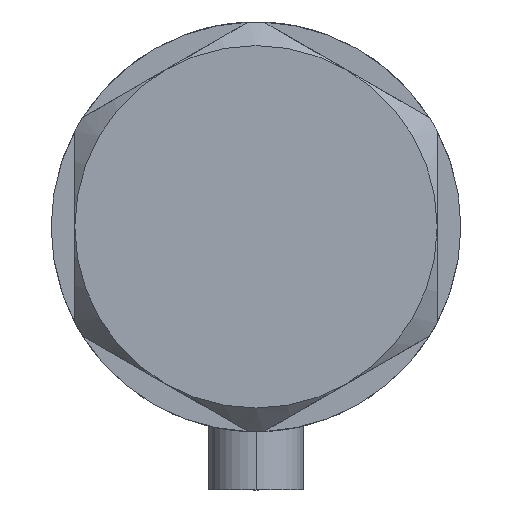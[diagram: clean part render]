
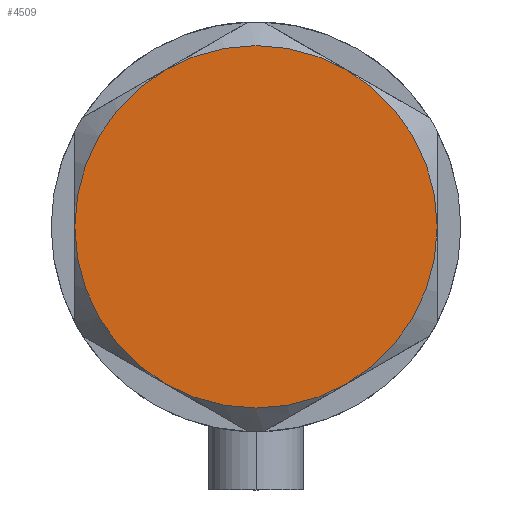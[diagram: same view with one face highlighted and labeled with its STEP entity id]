
A CAD part, left-side view. The second image highlights one B-rep face of the part: STEP entity #4509.
In plain terms, the highlighted face is planar.
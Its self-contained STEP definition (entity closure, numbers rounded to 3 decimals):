
#7 = CARTESIAN_POINT ( 'NONE',  ( 11.5, -19.919, 9. ) ) ;
#75 = ORIENTED_EDGE ( 'NONE', *, *, #3734, .T. ) ;
#197 = DIRECTION ( 'NONE',  ( 0., 0., 1. ) ) ;
#251 = CARTESIAN_POINT ( 'NONE',  ( 23., 0., 9. ) ) ;
#388 = CARTESIAN_POINT ( 'NONE',  ( 0., 0., 9. ) ) ;
#445 = EDGE_CURVE ( 'NONE', #4937, #1193, #1280, .T. ) ;
#561 = ORIENTED_EDGE ( 'NONE', *, *, #445, .T. ) ;
#674 = CARTESIAN_POINT ( 'NONE',  ( 0., 0., 9. ) ) ;
#897 = VERTEX_POINT ( 'NONE', #4053 ) ;
#1170 = DIRECTION ( 'NONE',  ( 0., 0., 1. ) ) ;
#1193 = VERTEX_POINT ( 'NONE', #1433 ) ;
#1194 = CARTESIAN_POINT ( 'NONE',  ( 0., 0., 9. ) ) ;
#1220 = AXIS2_PLACEMENT_3D ( 'NONE', #4514, #1750, #3777 ) ;
#1280 = CIRCLE ( 'NONE', #1532, 23. ) ;
#1299 = CIRCLE ( 'NONE', #2974, 23. ) ;
#1300 = AXIS2_PLACEMENT_3D ( 'NONE', #4556, #3820, #4186 ) ;
#1380 = AXIS2_PLACEMENT_3D ( 'NONE', #1194, #1170, #3971 ) ;
#1433 = CARTESIAN_POINT ( 'NONE',  ( -11.5, 19.919, 9. ) ) ;
#1467 = CIRCLE ( 'NONE', #3304, 23. ) ;
#1475 = CIRCLE ( 'NONE', #1972, 23. ) ;
#1532 = AXIS2_PLACEMENT_3D ( 'NONE', #4732, #197, #3357 ) ;
#1598 = VERTEX_POINT ( 'NONE', #251 ) ;
#1727 = DIRECTION ( 'NONE',  ( 1., 0., 0. ) ) ;
#1732 = VERTEX_POINT ( 'NONE', #7 ) ;
#1750 = DIRECTION ( 'NONE',  ( 0., 0., 1. ) ) ;
#1969 = CIRCLE ( 'NONE', #1220, 23. ) ;
#1972 = AXIS2_PLACEMENT_3D ( 'NONE', #388, #2003, #2854 ) ;
#2003 = DIRECTION ( 'NONE',  ( 0., 0., 1. ) ) ;
#2111 = CARTESIAN_POINT ( 'NONE',  ( 11.5, 19.919, 9. ) ) ;
#2244 = EDGE_LOOP ( 'NONE', ( #3790, #3722, #561, #2863, #75, #3771 ) ) ;
#2546 = EDGE_CURVE ( 'NONE', #897, #1732, #1467, .T. ) ;
#2854 = DIRECTION ( 'NONE',  ( 1., 0., 0. ) ) ;
#2863 = ORIENTED_EDGE ( 'NONE', *, *, #2996, .T. ) ;
#2881 = FACE_OUTER_BOUND ( 'NONE', #2244, .T. ) ;
#2974 = AXIS2_PLACEMENT_3D ( 'NONE', #674, #4933, #1727 ) ;
#2996 = EDGE_CURVE ( 'NONE', #1193, #4753, #4913, .T. ) ;
#3304 = AXIS2_PLACEMENT_3D ( 'NONE', #3445, #4661, #3423 ) ;
#3357 = DIRECTION ( 'NONE',  ( 1., 0., 0. ) ) ;
#3423 = DIRECTION ( 'NONE',  ( 1., 0., 0. ) ) ;
#3445 = CARTESIAN_POINT ( 'NONE',  ( 0., 0., 9. ) ) ;
#3722 = ORIENTED_EDGE ( 'NONE', *, *, #4836, .T. ) ;
#3734 = EDGE_CURVE ( 'NONE', #4753, #897, #1475, .T. ) ;
#3771 = ORIENTED_EDGE ( 'NONE', *, *, #2546, .T. ) ;
#3777 = DIRECTION ( 'NONE',  ( 1., 0., 0. ) ) ;
#3790 = ORIENTED_EDGE ( 'NONE', *, *, #4897, .T. ) ;
#3820 = DIRECTION ( 'NONE',  ( 0., 0., 1. ) ) ;
#3971 = DIRECTION ( 'NONE',  ( 1., 0., 0. ) ) ;
#4053 = CARTESIAN_POINT ( 'NONE',  ( -11.5, -19.919, 9. ) ) ;
#4186 = DIRECTION ( 'NONE',  ( 1., 0., 0. ) ) ;
#4379 = CARTESIAN_POINT ( 'NONE',  ( -23., 0., 9. ) ) ;
#4480 = PLANE ( 'NONE',  #1380 ) ;
#4509 = ADVANCED_FACE ( 'NONE', ( #2881 ), #4480, .T. ) ;
#4514 = CARTESIAN_POINT ( 'NONE',  ( 0., 0., 9. ) ) ;
#4556 = CARTESIAN_POINT ( 'NONE',  ( 0., 0., 9. ) ) ;
#4661 = DIRECTION ( 'NONE',  ( 0., 0., 1. ) ) ;
#4732 = CARTESIAN_POINT ( 'NONE',  ( 0., 0., 9. ) ) ;
#4753 = VERTEX_POINT ( 'NONE', #4379 ) ;
#4836 = EDGE_CURVE ( 'NONE', #1598, #4937, #1299, .T. ) ;
#4897 = EDGE_CURVE ( 'NONE', #1732, #1598, #1969, .T. ) ;
#4913 = CIRCLE ( 'NONE', #1300, 23. ) ;
#4933 = DIRECTION ( 'NONE',  ( 0., 0., 1. ) ) ;
#4937 = VERTEX_POINT ( 'NONE', #2111 ) ;
